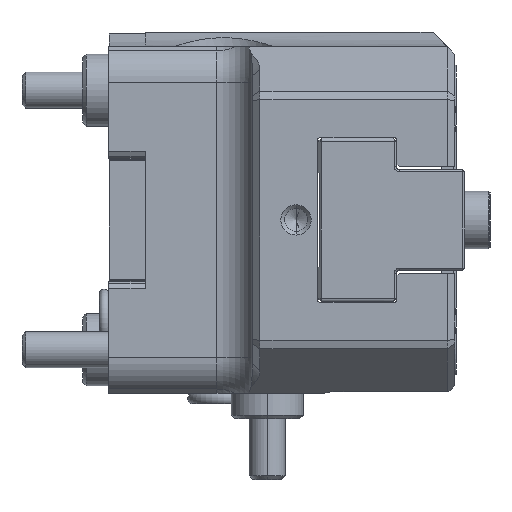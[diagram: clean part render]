
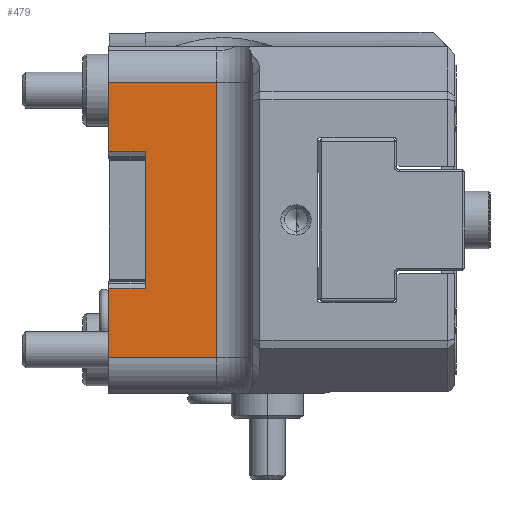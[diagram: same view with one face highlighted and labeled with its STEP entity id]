
A CAD part, left-side view. The second image highlights one B-rep face of the part: STEP entity #479.
In plain terms, the highlighted planar face has unit normal (-1, 0, 0).
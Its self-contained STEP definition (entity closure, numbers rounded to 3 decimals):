
#479 = ADVANCED_FACE ( 'NONE', ( #41993 ), #11352, .F. ) ;
#1281 = VECTOR ( 'NONE', #16428, 1000. ) ;
#1423 = DIRECTION ( 'NONE',  ( 0., 1., 0. ) ) ;
#2306 = CARTESIAN_POINT ( 'NONE',  ( -19., 24.7, -4.75 ) ) ;
#3701 = LINE ( 'NONE', #11501, #13394 ) ;
#7799 = CARTESIAN_POINT ( 'NONE',  ( -19., 24.7, -9.557 ) ) ;
#7859 = EDGE_LOOP ( 'NONE', ( #36512, #29866, #26164, #30718, #39805, #19667, #30918, #27783 ) ) ;
#8346 = VECTOR ( 'NONE', #32788, 1000. ) ;
#9087 = EDGE_CURVE ( 'NONE', #44360, #49964, #22894, .T. ) ;
#9919 = AXIS2_PLACEMENT_3D ( 'NONE', #36064, #15482, #19791 ) ;
#10855 = LINE ( 'NONE', #44772, #35409 ) ;
#11012 = CARTESIAN_POINT ( 'NONE',  ( -19., 21.602, 4.75 ) ) ;
#11352 = PLANE ( 'NONE',  #9919 ) ;
#11501 = CARTESIAN_POINT ( 'NONE',  ( -19., 24.7, 12. ) ) ;
#13042 = VECTOR ( 'NONE', #1423, 1000. ) ;
#13394 = VECTOR ( 'NONE', #19767, 1000. ) ;
#15188 = DIRECTION ( 'NONE',  ( 0., 1., 0. ) ) ;
#15482 = DIRECTION ( 'NONE',  ( 1., 0., 0. ) ) ;
#15578 = VERTEX_POINT ( 'NONE', #47389 ) ;
#15871 = DIRECTION ( 'NONE',  ( 0., 0., 1. ) ) ;
#16428 = DIRECTION ( 'NONE',  ( 0., 1., 0. ) ) ;
#17235 = EDGE_CURVE ( 'NONE', #24379, #41175, #3701, .T. ) ;
#18546 = CARTESIAN_POINT ( 'NONE',  ( -19., 22.15, 4.75 ) ) ;
#19315 = VECTOR ( 'NONE', #29893, 1000. ) ;
#19667 = ORIENTED_EDGE ( 'NONE', *, *, #19778, .T. ) ;
#19767 = DIRECTION ( 'NONE',  ( 0., 0., -1. ) ) ;
#19778 = EDGE_CURVE ( 'NONE', #40172, #28187, #10855, .T. ) ;
#19791 = DIRECTION ( 'NONE',  ( 0., 0., -1. ) ) ;
#22265 = VERTEX_POINT ( 'NONE', #34729 ) ;
#22894 = LINE ( 'NONE', #11012, #51992 ) ;
#24379 = VERTEX_POINT ( 'NONE', #2306 ) ;
#24517 = LINE ( 'NONE', #32665, #1281 ) ;
#25316 = CARTESIAN_POINT ( 'NONE',  ( -19., 22.15, -4.275 ) ) ;
#26164 = ORIENTED_EDGE ( 'NONE', *, *, #50509, .T. ) ;
#27783 = ORIENTED_EDGE ( 'NONE', *, *, #40448, .T. ) ;
#28187 = VERTEX_POINT ( 'NONE', #39559 ) ;
#28404 = EDGE_CURVE ( 'NONE', #28187, #15578, #46017, .T. ) ;
#29018 = LINE ( 'NONE', #34078, #19315 ) ;
#29866 = ORIENTED_EDGE ( 'NONE', *, *, #36321, .F. ) ;
#29893 = DIRECTION ( 'NONE',  ( 0., 0., -1. ) ) ;
#30718 = ORIENTED_EDGE ( 'NONE', *, *, #17235, .T. ) ;
#30918 = ORIENTED_EDGE ( 'NONE', *, *, #28404, .T. ) ;
#31043 = EDGE_CURVE ( 'NONE', #41175, #40172, #41297, .T. ) ;
#32600 = CARTESIAN_POINT ( 'NONE',  ( -19., 14.7, -9.557 ) ) ;
#32665 = CARTESIAN_POINT ( 'NONE',  ( -19., 21.602, -4.75 ) ) ;
#32788 = DIRECTION ( 'NONE',  ( 0., -1., 0. ) ) ;
#33791 = VECTOR ( 'NONE', #46118, 1000. ) ;
#34078 = CARTESIAN_POINT ( 'NONE',  ( -19., 24.7, 12. ) ) ;
#34729 = CARTESIAN_POINT ( 'NONE',  ( -19., 22.15, -4.75 ) ) ;
#35056 = LINE ( 'NONE', #25316, #33791 ) ;
#35409 = VECTOR ( 'NONE', #15871, 1000. ) ;
#36064 = CARTESIAN_POINT ( 'NONE',  ( -19., 24.7, 12. ) ) ;
#36321 = EDGE_CURVE ( 'NONE', #22265, #44360, #35056, .T. ) ;
#36512 = ORIENTED_EDGE ( 'NONE', *, *, #9087, .F. ) ;
#39559 = CARTESIAN_POINT ( 'NONE',  ( -19., 17.2, 9.557 ) ) ;
#39805 = ORIENTED_EDGE ( 'NONE', *, *, #31043, .T. ) ;
#40172 = VERTEX_POINT ( 'NONE', #52501 ) ;
#40321 = CARTESIAN_POINT ( 'NONE',  ( -19., 24.7, 4.75 ) ) ;
#40448 = EDGE_CURVE ( 'NONE', #15578, #49964, #29018, .T. ) ;
#41175 = VERTEX_POINT ( 'NONE', #7799 ) ;
#41297 = LINE ( 'NONE', #32600, #8346 ) ;
#41993 = FACE_OUTER_BOUND ( 'NONE', #7859, .T. ) ;
#44360 = VERTEX_POINT ( 'NONE', #18546 ) ;
#44772 = CARTESIAN_POINT ( 'NONE',  ( -19., 17.2, 9.557 ) ) ;
#46017 = LINE ( 'NONE', #50917, #13042 ) ;
#46118 = DIRECTION ( 'NONE',  ( 0., 0., 1. ) ) ;
#47389 = CARTESIAN_POINT ( 'NONE',  ( -19., 24.7, 9.557 ) ) ;
#49964 = VERTEX_POINT ( 'NONE', #40321 ) ;
#50509 = EDGE_CURVE ( 'NONE', #22265, #24379, #24517, .T. ) ;
#50917 = CARTESIAN_POINT ( 'NONE',  ( -19., 24.7, 9.557 ) ) ;
#51992 = VECTOR ( 'NONE', #15188, 1000. ) ;
#52501 = CARTESIAN_POINT ( 'NONE',  ( -19., 17.2, -9.557 ) ) ;
